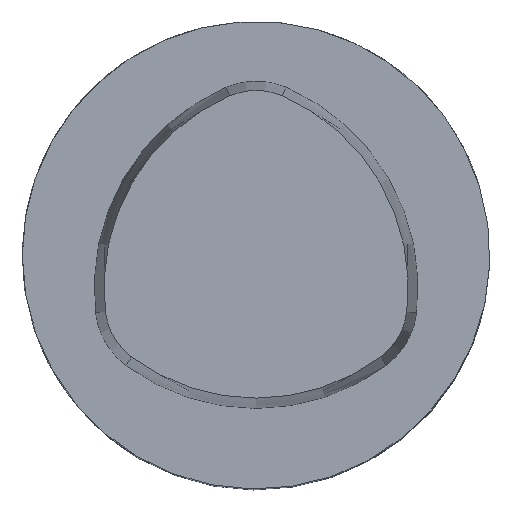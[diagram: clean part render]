
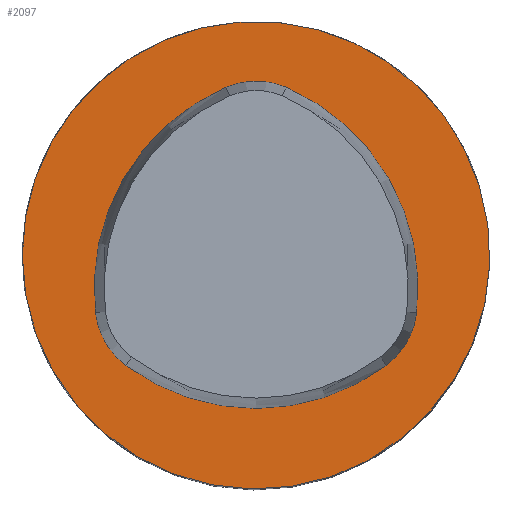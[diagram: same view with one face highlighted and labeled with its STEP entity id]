
A CAD part, top view. The second image highlights one B-rep face of the part: STEP entity #2097.
In plain terms, the highlighted planar face has unit normal (0, 0, 1).
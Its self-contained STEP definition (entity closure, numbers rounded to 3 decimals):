
#2097=ADVANCED_FACE('',(#2725),#2387,.T.);
#2387=PLANE('',#7585);
#2725=FACE_OUTER_BOUND('',#3123,.T.);
#3123=EDGE_LOOP('',(#4397));
#4397=ORIENTED_EDGE('',*,*,#6832,.F.);
#5917=VERTEX_POINT('',#11601);
#6832=EDGE_CURVE('',#5917,#5917,#7214,.T.);
#7214=CIRCLE('',#7584,25.);
#7584=AXIS2_PLACEMENT_3D('',#11600,#8913,#8914);
#7585=AXIS2_PLACEMENT_3D('',#11602,#8915,#8916);
#8913=DIRECTION('',(0.,0.,-1.));
#8914=DIRECTION('',(-1.,0.,0.));
#8915=DIRECTION('',(0.,0.,1.));
#8916=DIRECTION('',(1.,0.,0.));
#11600=CARTESIAN_POINT('',(0.,0.,0.));
#11601=CARTESIAN_POINT('',(-25.,0.,0.));
#11602=CARTESIAN_POINT('',(0.,0.,0.));
